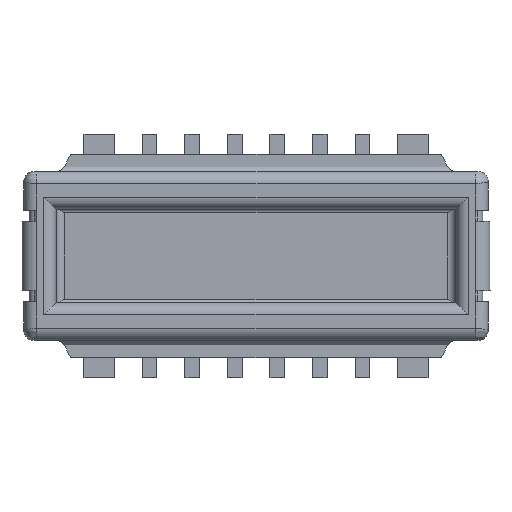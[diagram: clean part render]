
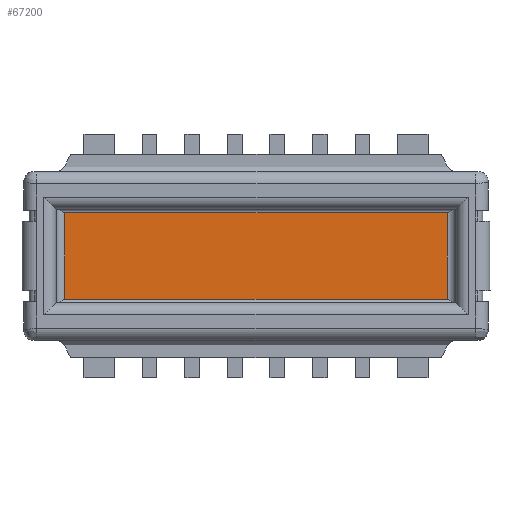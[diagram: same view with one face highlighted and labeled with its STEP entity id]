
A CAD part, left-side view. The second image highlights one B-rep face of the part: STEP entity #67200.
In plain terms, the highlighted face is planar.
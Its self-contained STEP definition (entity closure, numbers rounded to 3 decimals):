
#65560=CARTESIAN_POINT('',(12.038,-13.46,
-0.3));
#65570=VERTEX_POINT('',#65560);
#65600=CARTESIAN_POINT('',(12.038,-10.31,
-0.3));
#65610=DIRECTION('',(0.,-1.,
0.));
#65620=VECTOR('',#65610,1.);
#65630=LINE('',#65600,#65620);
#65640=CARTESIAN_POINT('',(12.038,-10.31,
-0.3));
#65650=VERTEX_POINT('',#65640);
#65660=EDGE_CURVE('',#65650,#65570,#65630,.T.);
#66080=CARTESIAN_POINT('',(12.038,-13.46,
0.41));
#66090=VERTEX_POINT('',#66080);
#66120=CARTESIAN_POINT('',(12.038,-13.46,
-0.3));
#66130=DIRECTION('',(0.,0.,
1.));
#66140=VECTOR('',#66130,1.);
#66150=LINE('',#66120,#66140);
#66160=EDGE_CURVE('',#65570,#66090,#66150,.T.);
#66800=CARTESIAN_POINT('',(12.038,-10.31,
0.41));
#66810=DIRECTION('',(0.,0.,
-1.));
#66820=VECTOR('',#66810,1.);
#66830=LINE('',#66800,#66820);
#66840=CARTESIAN_POINT('',(12.038,-10.31,
0.41));
#66850=VERTEX_POINT('',#66840);
#66860=EDGE_CURVE('',#66850,#65650,#66830,.T.);
#67040=CARTESIAN_POINT('',(12.038,-12.585,
-0.38));
#67050=DIRECTION('',(-1.,0.,
0.));
#67060=DIRECTION('',(0.,-1.,
0.));
#67070=AXIS2_PLACEMENT_3D('',#67040,#67050,#67060);
#67080=PLANE('',#67070);
#67090=CARTESIAN_POINT('',(12.038,-13.46,
0.41));
#67100=DIRECTION('',(0.,1.,
0.));
#67110=VECTOR('',#67100,1.);
#67120=LINE('',#67090,#67110);
#67130=EDGE_CURVE('',#66090,#66850,#67120,.T.);
#67140=ORIENTED_EDGE('',*,*,#67130,.F.);
#67150=ORIENTED_EDGE('',*,*,#66860,.F.);
#67160=ORIENTED_EDGE('',*,*,#65660,.F.);
#67170=ORIENTED_EDGE('',*,*,#66160,.F.);
#67180=EDGE_LOOP('',(#67170,#67160,#67150,#67140));
#67190=FACE_OUTER_BOUND('',#67180,.T.);
#67200=ADVANCED_FACE('',(#67190),#67080,.F.);
